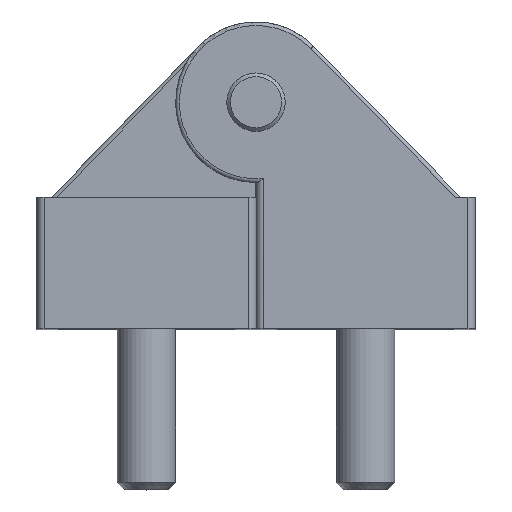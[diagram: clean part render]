
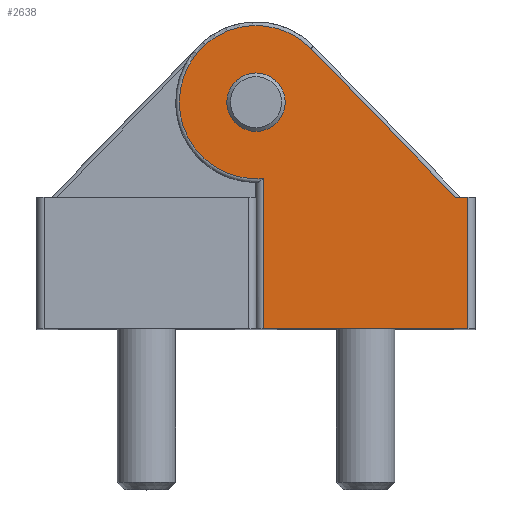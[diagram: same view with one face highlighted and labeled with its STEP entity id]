
A CAD part, top view. The second image highlights one B-rep face of the part: STEP entity #2638.
In plain terms, the highlighted planar face has unit normal (0, 0, 1).
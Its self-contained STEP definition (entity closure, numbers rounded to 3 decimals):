
#94=LINE('',#4137,#337);
#95=LINE('',#4139,#338);
#96=LINE('',#4143,#339);
#97=LINE('',#4145,#340);
#98=LINE('',#4146,#341);
#337=VECTOR('',#3292,1.698);
#338=VECTOR('',#3293,28.358);
#339=VECTOR('',#3296,20.548);
#340=VECTOR('',#3297,28.);
#341=VECTOR('',#3298,18.);
#569=PLANE('',#2855);
#710=FACE_BOUND('',#941,.T.);
#772=FACE_OUTER_BOUND('',#940,.T.);
#940=EDGE_LOOP('',(#1981,#1982,#1983,#1984,#1985,#1986));
#941=EDGE_LOOP('',(#1987));
#1124=CIRCLE('',#2814,4.);
#1147=CIRCLE('',#2856,10.5);
#1244=VERTEX_POINT('',#3981);
#1300=VERTEX_POINT('',#4135);
#1301=VERTEX_POINT('',#4136);
#1302=VERTEX_POINT('',#4138);
#1303=VERTEX_POINT('',#4140);
#1304=VERTEX_POINT('',#4142);
#1305=VERTEX_POINT('',#4144);
#1500=EDGE_CURVE('',#1244,#1244,#1124,.T.);
#1574=EDGE_CURVE('',#1300,#1301,#94,.T.);
#1575=EDGE_CURVE('',#1301,#1302,#95,.T.);
#1576=EDGE_CURVE('',#1302,#1303,#1147,.T.);
#1577=EDGE_CURVE('',#1303,#1304,#96,.T.);
#1578=EDGE_CURVE('',#1304,#1305,#97,.T.);
#1579=EDGE_CURVE('',#1305,#1300,#98,.T.);
#1981=ORIENTED_EDGE('',*,*,#1574,.T.);
#1982=ORIENTED_EDGE('',*,*,#1575,.T.);
#1983=ORIENTED_EDGE('',*,*,#1576,.T.);
#1984=ORIENTED_EDGE('',*,*,#1577,.T.);
#1985=ORIENTED_EDGE('',*,*,#1578,.T.);
#1986=ORIENTED_EDGE('',*,*,#1579,.T.);
#1987=ORIENTED_EDGE('',*,*,#1500,.F.);
#2638=ADVANCED_FACE('',(#772,#710),#569,.T.);
#2814=AXIS2_PLACEMENT_3D('',#3982,#3158,#3159);
#2855=AXIS2_PLACEMENT_3D('',#4134,#3290,#3291);
#2856=AXIS2_PLACEMENT_3D('',#4141,#3294,#3295);
#3158=DIRECTION('center_axis',(0.,0.,1.));
#3159=DIRECTION('ref_axis',(1.,0.,0.));
#3290=DIRECTION('center_axis',(0.,0.,1.));
#3291=DIRECTION('ref_axis',(1.,0.,0.));
#3292=DIRECTION('',(-1.,0.,0.));
#3293=DIRECTION('',(-0.697,0.717,0.));
#3294=DIRECTION('center_axis',(0.,0.,1.));
#3295=DIRECTION('ref_axis',(1.,0.,0.));
#3296=DIRECTION('',(0.,-1.,0.));
#3297=DIRECTION('',(1.,0.,0.));
#3298=DIRECTION('',(0.,1.,0.));
#3981=CARTESIAN_POINT('',(-4.,0.,38.5));
#3982=CARTESIAN_POINT('Origin',(0.,0.,38.5));
#4134=CARTESIAN_POINT('Origin',(0.,0.,38.5));
#4135=CARTESIAN_POINT('',(29.,-13.,38.5));
#4136=CARTESIAN_POINT('',(27.302,-13.,38.5));
#4137=CARTESIAN_POINT('',(30.,-13.,38.5));
#4138=CARTESIAN_POINT('',(7.525,7.323,38.5));
#4139=CARTESIAN_POINT('',(7.525,7.323,38.5));
#4140=CARTESIAN_POINT('',(1.,-10.452,38.5));
#4141=CARTESIAN_POINT('Origin',(0.,0.,38.5));
#4142=CARTESIAN_POINT('',(1.,-31.,38.5));
#4143=CARTESIAN_POINT('',(1.,-31.,38.5));
#4144=CARTESIAN_POINT('',(29.,-31.,38.5));
#4145=CARTESIAN_POINT('',(0.,-31.,38.5));
#4146=CARTESIAN_POINT('',(29.,-13.,38.5));
